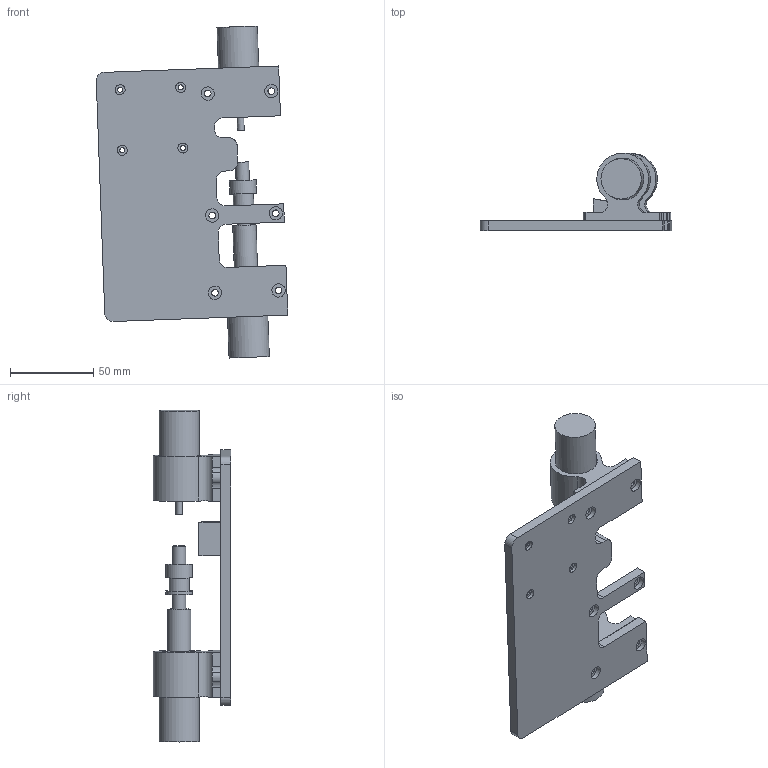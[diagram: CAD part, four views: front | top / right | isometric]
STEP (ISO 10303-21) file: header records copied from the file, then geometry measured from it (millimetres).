
FILE_DESCRIPTION(/* description */ (''),/* implementation_level */ '2;1');
FILE_NAME(/* name */ 'sim_BASE_ipt_b702c291.STEP',/* time_stamp */ '2022-11-17T02:13:44-05:00',/* author */ ('zulet'),/* organization */ (''),/* preprocessor_version */ 'ST-DEVELOPER v18.1',/* originating_system */ 'Autodesk Inventor 2021',/* authorisation */ '');
FILE_SCHEMA (('AUTOMOTIVE_DESIGN { 1 0 10303 214 3 1 1 }'));
Length unit declared in the file: inch
Products named in the file (1): sim_BASE
Bounding box: 115.23 x 46.62 x 199.75 mm (x, y, z)
Volume: 153346.4 mm3; surface area: 66838.9 mm2
Topology: 8 solids, 8 shells, 156 faces, 403 edges, 285 vertices
Faces by surface type: cylinder 78, plane 78
Full cylindrical faces by diameter (mm): 3 x12, 4 x13, 6 x4, 7 x2, 8 x9, 10 x2, 12.2 x1, 14 x1, 16 x2, 24.24 x2, 25.24 x2
Entity records: 5249 total; most frequent: DIRECTION 922, CARTESIAN_POINT 845, ORIENTED_EDGE 806, EDGE_CURVE 403, AXIS2_PLACEMENT_3D 362, VERTEX_POINT 285, EDGE_LOOP 228, CIRCLE 203
